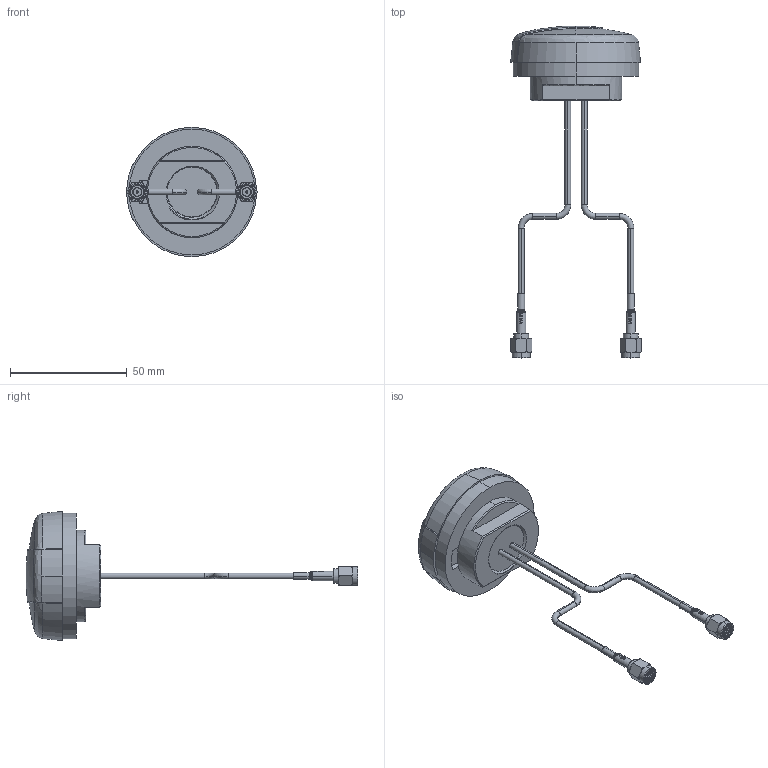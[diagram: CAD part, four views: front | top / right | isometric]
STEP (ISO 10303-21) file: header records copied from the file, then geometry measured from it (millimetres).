
FILE_DESCRIPTION (( 'STEP AP214' ), '1' );
FILE_NAME ('MA530.STEP', '2018-11-16T01:20:01', ( '' ), ( '' ), 'SwSTEP 2.0', 'SolidWorks 2017', '' );
FILE_SCHEMA (( 'AUTOMOTIVE_DESIGN' ));
Length unit declared in the file: millimetre
Products named in the file (9): MA530; Wi-fi-2_Yellow_RG174; Wi-fi-1_Yellow_RG174; SMA.M.ST(RP)_RP; RG174; 000112A020020A_G22_M20_Nut; 001012A000001A_G22_Sponge; 000112A000020A_G22_Housing_up; 000112A010020A_G22_Housing_bottom
Assembly tree (10 placements, depth 2):
  MA530
    000112A010020A_G22_Housing_bottom
    000112A000020A_G22_Housing_up
    001012A000001A_G22_Sponge
    000112A020020A_G22_M20_Nut
    RG174  x2
    SMA.M.ST(RP)_RP  x2
    Wi-fi-1_Yellow_RG174
    Wi-fi-2_Yellow_RG174
Bounding box: 56.24 x 142.3 x 55.4 mm (x, y, z)
Volume: 62185.4 mm3; surface area: 26297.8 mm2
Topology: 28 solids, 28 shells, 507 faces, 1209 edges, 778 vertices
Faces by surface type: plane 196, cylinder 170, bspline 55, torus 44, cone 42
Entity records: 23089 total; most frequent: CARTESIAN_POINT 10151, ORIENTED_EDGE 2074, DIRECTION 1921, EDGE_CURVE 1037, AXIS2_PLACEMENT_3D 745, VERTEX_POINT 669, EDGE_LOOP 460, ADVANCED_FACE 436
